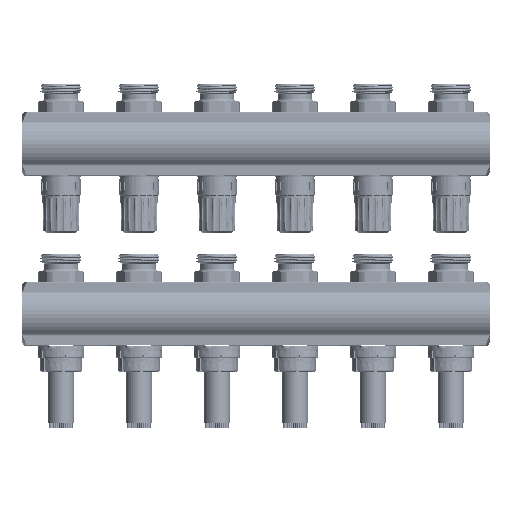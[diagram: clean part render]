
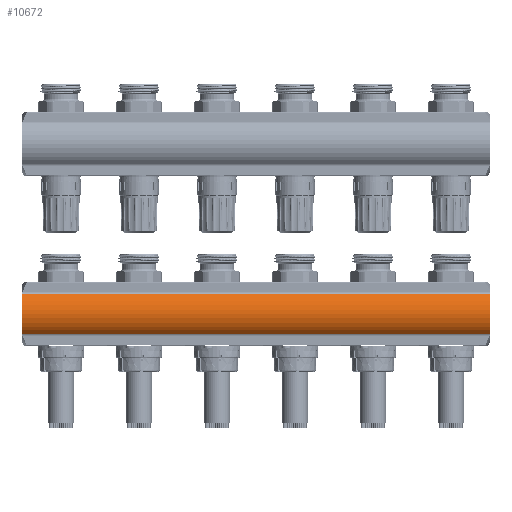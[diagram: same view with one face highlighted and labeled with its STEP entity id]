
A CAD part, front view. The second image highlights one B-rep face of the part: STEP entity #10672.
In plain terms, the highlighted cylindrical face has radius 18.25 mm (diameter 36.5 mm), a partial arc.
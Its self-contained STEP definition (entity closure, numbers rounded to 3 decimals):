
#11=CARTESIAN_POINT('',(-150.,0.,0.));
#12=DIRECTION('',(1.,0.,0.));
#13=DIRECTION('',(0.,-0.716,0.698));
#14=AXIS2_PLACEMENT_3D('',#11,#12,#13);
#16=CARTESIAN_POINT('',(-150.,0.,0.));
#17=DIRECTION('',(1.,0.,0.));
#18=DIRECTION('',(0.,-1.,0.));
#19=AXIS2_PLACEMENT_3D('',#16,#17,#18);
#155=DIRECTION('',(-1.,0.,0.));
#156=VECTOR('',#155,300.);
#157=CARTESIAN_POINT('',(150.,-13.069,12.739));
#158=LINE('',#157,#156);
#198=CARTESIAN_POINT('',(150.,0.,0.));
#199=DIRECTION('',(-1.,0.,0.));
#200=DIRECTION('',(0.,-0.716,-0.698));
#201=AXIS2_PLACEMENT_3D('',#198,#199,#200);
#203=CARTESIAN_POINT('',(150.,0.,0.));
#204=DIRECTION('',(-1.,0.,0.));
#205=DIRECTION('',(0.,-1.,0.));
#206=AXIS2_PLACEMENT_3D('',#203,#204,#205);
#1426=DIRECTION('',(-1.,0.,0.));
#1427=VECTOR('',#1426,300.);
#1428=CARTESIAN_POINT('',(150.,-13.068,-12.739));
#1429=LINE('',#1428,#1427);
#8341=CARTESIAN_POINT('',(-150.,-13.068,12.739));
#8342=VERTEX_POINT('',#8341);
#8343=CARTESIAN_POINT('',(-150.,-18.25,0.));
#8344=VERTEX_POINT('',#8343);
#8345=CARTESIAN_POINT('',(-150.,-13.07,-12.737));
#8346=VERTEX_POINT('',#8345);
#8381=CARTESIAN_POINT('',(150.,-13.07,12.737));
#8382=VERTEX_POINT('',#8381);
#8391=CARTESIAN_POINT('',(150.,-13.068,-12.739));
#8392=VERTEX_POINT('',#8391);
#8393=CARTESIAN_POINT('',(150.,-18.25,0.));
#8394=VERTEX_POINT('',#8393);
#10659=CARTESIAN_POINT('',(-150.,0.,0.));
#10660=DIRECTION('',(1.,0.,0.));
#10661=DIRECTION('',(0.,-1.,0.));
#10662=AXIS2_PLACEMENT_3D('',#10659,#10660,#10661);
#10663=CYLINDRICAL_SURFACE('',#10662,18.25);
#10664=ORIENTED_EDGE('',*,*,#10493,.T.);
#10665=ORIENTED_EDGE('',*,*,#9378,.F.);
#10666=ORIENTED_EDGE('',*,*,#9376,.F.);
#10667=ORIENTED_EDGE('',*,*,#9477,.F.);
#10668=ORIENTED_EDGE('',*,*,#9505,.F.);
#10669=ORIENTED_EDGE('',*,*,#9503,.F.);
#10670=EDGE_LOOP('',(#10664,#10665,#10666,#10667,#10668,#10669));
#10671=FACE_OUTER_BOUND('',#10670,.F.);
#10672=ADVANCED_FACE('',(#10671),#10663,.T.);
#15=CIRCLE('',#14,18.25);
#20=CIRCLE('',#19,18.25);
#202=CIRCLE('',#201,18.25);
#207=CIRCLE('',#206,18.25);
#9376=EDGE_CURVE('',#8342,#8344,#15,.T.);
#9378=EDGE_CURVE('',#8344,#8346,#20,.T.);
#9477=EDGE_CURVE('',#8382,#8342,#158,.T.);
#9503=EDGE_CURVE('',#8392,#8394,#202,.T.);
#9505=EDGE_CURVE('',#8394,#8382,#207,.T.);
#10493=EDGE_CURVE('',#8392,#8346,#1429,.T.);
